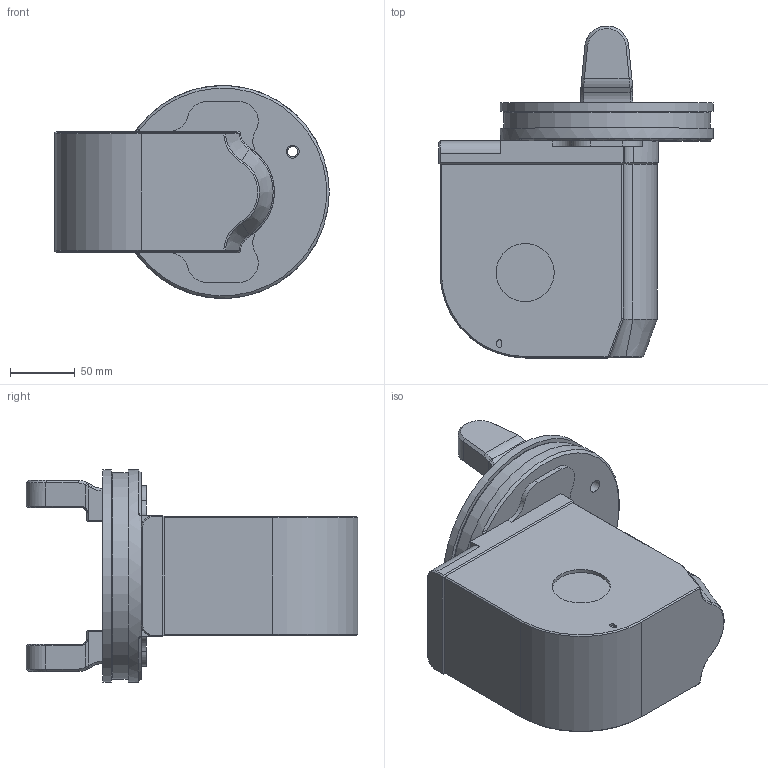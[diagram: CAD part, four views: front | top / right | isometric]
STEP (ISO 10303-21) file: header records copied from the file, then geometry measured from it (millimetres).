
FILE_DESCRIPTION(/* description */ (''),/* implementation_level */ '2;1');
FILE_NAME(/* name */ 'Schneckengetriebe_ipt_17dc8af.STEP',/* time_stamp */ '2020-12-16T19:52:59+01:00',/* author */ ('SUSTRVOJ'),/* organization */ (''),/* preprocessor_version */ 'ST-DEVELOPER v17.2',/* originating_system */ 'Autodesk Inventor 2019',/* authorisation */ '');
FILE_SCHEMA (('AUTOMOTIVE_DESIGN { 1 0 10303 214 3 1 1 }'));
Length unit declared in the file: millimetre
Products named in the file (1): Schneckengetriebe
Bounding box: 212.7 x 257 x 165 mm (x, y, z)
Volume: 2631721.8 mm3; surface area: 186698.8 mm2
Topology: 1 solids, 9 shells, 231 faces, 548 edges, 343 vertices
Faces by surface type: plane 111, cylinder 59, bspline 38, cone 23
Full cylindrical faces by diameter (mm): 6 x4, 8 x1, 9 x4, 10 x1, 15 x4, 35 x1, 45 x2, 143 x1, 160 x1, 165 x2
Entity records: 7941 total; most frequent: CARTESIAN_POINT 2731, ORIENTED_EDGE 1088, DIRECTION 1010, EDGE_CURVE 544, AXIS2_PLACEMENT_3D 347, VERTEX_POINT 343, LINE 316, VECTOR 316
